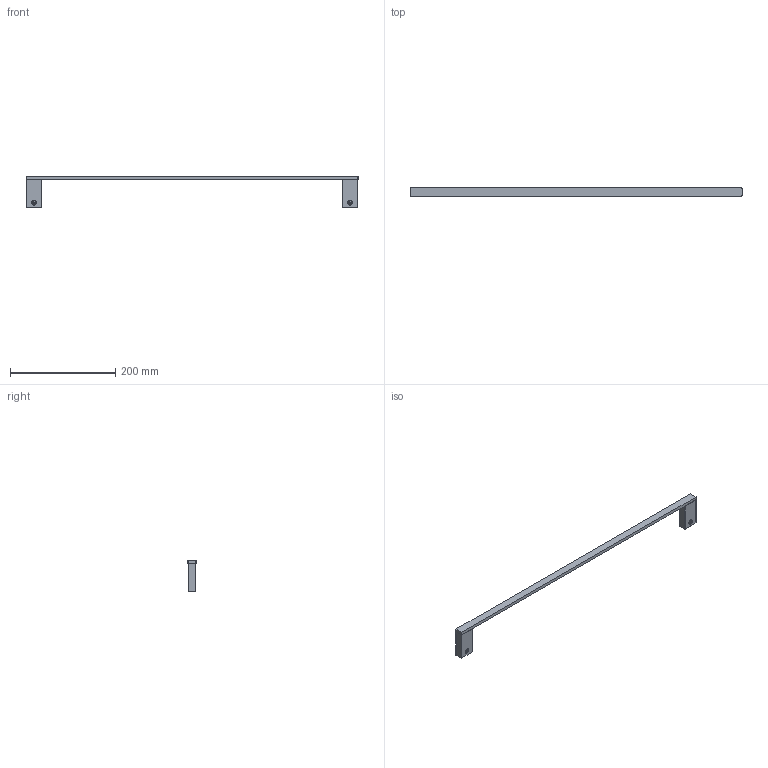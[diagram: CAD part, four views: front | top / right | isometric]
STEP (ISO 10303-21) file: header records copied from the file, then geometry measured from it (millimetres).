
FILE_DESCRIPTION (( 'STEP AP203' ), '1' );
FILE_NAME ('31001A-00-00.STEP', '2023-03-28T05:39:48', ( 'Windows User' ), ( 'P R C' ), 'SwSTEP 2.0', 'SolidWorks 2015', '' );
FILE_SCHEMA (( 'CONFIG_CONTROL_DESIGN' ));
Length unit declared in the file: millimetre
Products named in the file (1): 31001A-00-00
Bounding box: 630.2 x 15.2 x 60.7 mm (x, y, z)
Surface area: 48317.6 mm2 (no closed solid volume)
Topology: 0 solids, 9 shells, 120 faces, 362 edges, 252 vertices
Faces by surface type: plane 68, cylinder 48, cone 4
Entity records: 4127 total; most frequent: CARTESIAN_POINT 735, DIRECTION 732, ORIENTED_EDGE 588, EDGE_CURVE 362, VERTEX_POINT 252, AXIS2_PLACEMENT_3D 249, VECTOR 234, LINE 234
